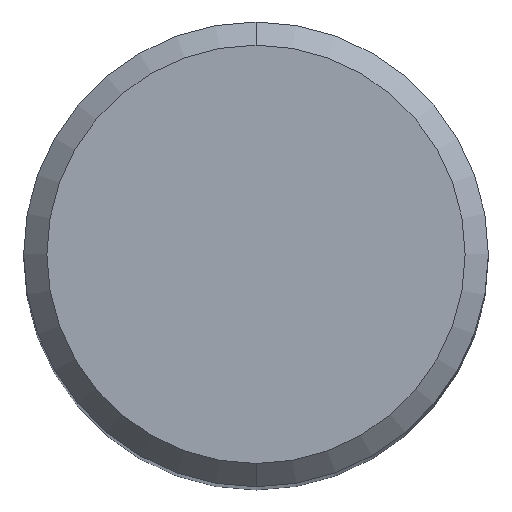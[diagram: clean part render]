
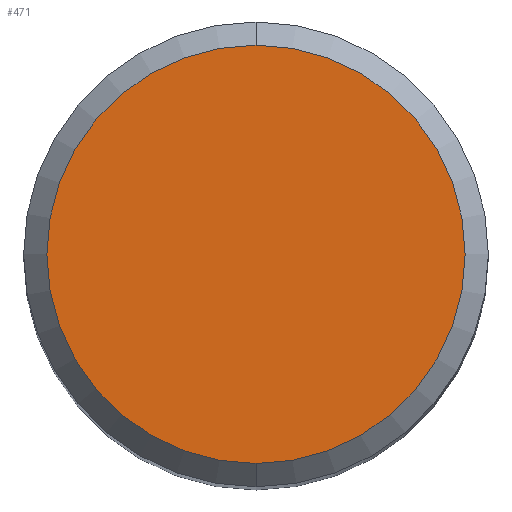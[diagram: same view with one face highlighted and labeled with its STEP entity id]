
A CAD part, top view. The second image highlights one B-rep face of the part: STEP entity #471.
In plain terms, the highlighted planar face has unit normal (0, 0, 1).
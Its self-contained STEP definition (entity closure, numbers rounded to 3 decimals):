
#247=EDGE_CURVE('',#427,#355,#568,.T.);
#355=VERTEX_POINT('',#692);
#373=EDGE_CURVE('',#355,#427,#713,.T.);
#427=VERTEX_POINT('',#771);
#471=ADVANCED_FACE('',(#818),#819,.T.);
#568=CIRCLE('',#1053,5.4);
#692=CARTESIAN_POINT('',(0.0,5.4,0.0));
#713=CIRCLE('',#1295,5.4);
#771=CARTESIAN_POINT('',(0.,-5.4,0.0));
#818=FACE_OUTER_BOUND('',#1533,.T.);
#819=PLANE('',#1534);
#1053=AXIS2_PLACEMENT_3D('',#1617,#1618,#1619);
#1295=AXIS2_PLACEMENT_3D('',#1793,#1794,#1795);
#1533=EDGE_LOOP('',(#1905,#1906));
#1534=AXIS2_PLACEMENT_3D('',#1907,#1908,#1909);
#1617=CARTESIAN_POINT('',(0.0,0.0,0.0));
#1618=DIRECTION('',(0.0,0.0,-1.0));
#1619=DIRECTION('',(0.0,1.0,0.0));
#1793=CARTESIAN_POINT('',(0.0,0.0,0.0));
#1794=DIRECTION('',(0.0,0.0,-1.0));
#1795=DIRECTION('',(0.0,1.0,0.0));
#1905=ORIENTED_EDGE('',*,*,#373,.F.);
#1906=ORIENTED_EDGE('',*,*,#247,.F.);
#1907=CARTESIAN_POINT('',(0.0,2.7,0.0));
#1908=DIRECTION('',(-0.0,0.0,1.0));
#1909=DIRECTION('',(0.0,-1.0,0.0));
